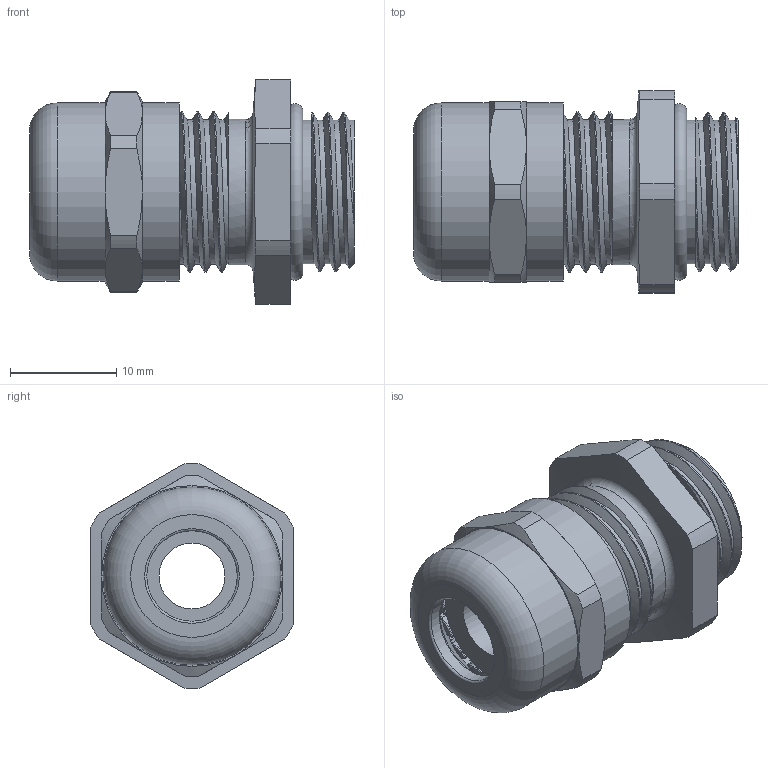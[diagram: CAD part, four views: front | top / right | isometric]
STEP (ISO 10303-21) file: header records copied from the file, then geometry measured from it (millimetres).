
FILE_DESCRIPTION(/* description */ ('Euro-Top PG 9 Edelstahl, KB: 2-6 mm'),/* implementation_level */ '2;1');
FILE_NAME(/* name */ '90180409-RST.stp',/* time_stamp */ '2019-12-16T09:32:35+01:00',/* author */ ('sl'),/* organization */ (''),/* preprocessor_version */ 'ST-DEVELOPER v16.5',/* originating_system */ 'Autodesk Inventor 2017',/* authorisation */ '');
FILE_SCHEMA (('AUTOMOTIVE_DESIGN { 1 0 10303 214 3 1 1 }'));
Length unit declared in the file: millimetre
Products named in the file (6): 90180409; 90080409; 90180409_1; 90080409_1; 90080409_2; 90080409_3
Assembly tree (5 placements, depth 2):
  90180409
    90080409
    90180409_1
    90080409_1
    90080409_2
    90080409_3
Bounding box: 30.54 x 19 x 21.1 mm (x, y, z)
Volume: 3320.5 mm3; surface area: 6026.5 mm2
Topology: 5 solids, 5 shells, 417 faces, 1035 edges, 631 vertices
Faces by surface type: plane 132, cylinder 128, torus 55, bspline 53, cone 34, sphere 15
Full cylindrical faces by diameter (mm): 6.2 x1, 8.33 x2, 8.5 x1, 8.55 x3, 11 x1, 11.11 x1, 11.5 x1, 12.38 x1, 12.45 x1, 12.5 x1, 13.518 x3, 13.69 x1, 13.7 x1, 14 x6, 16.318 x1, 16.75 x2
Entity records: 15673 total; most frequent: CARTESIAN_POINT 6202, DIRECTION 2018, ORIENTED_EDGE 1928, EDGE_CURVE 964, AXIS2_PLACEMENT_3D 860, VERTEX_POINT 605, CIRCLE 494, EDGE_LOOP 457
